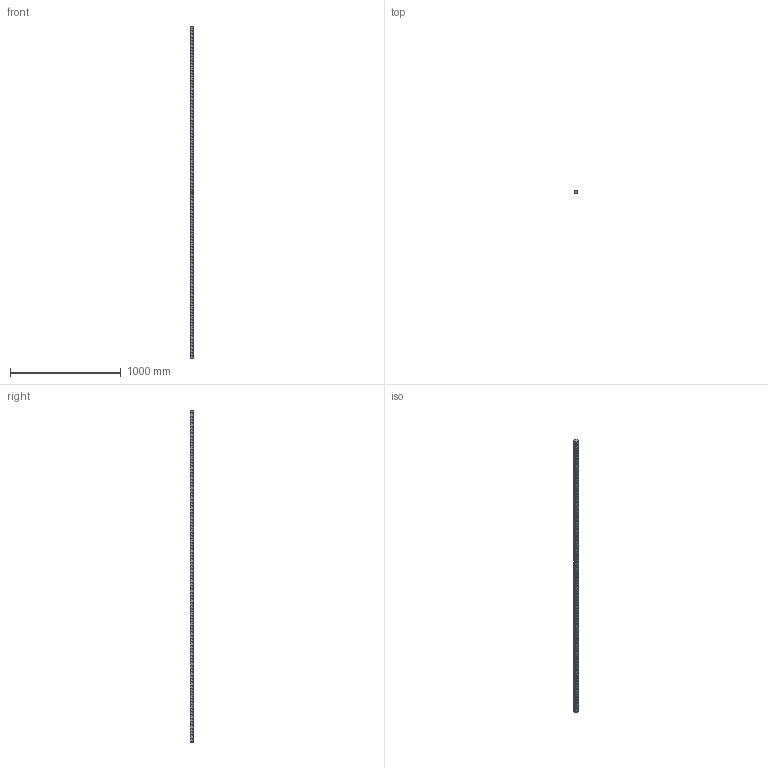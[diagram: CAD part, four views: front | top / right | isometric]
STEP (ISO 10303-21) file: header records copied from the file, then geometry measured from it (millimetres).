
FILE_DESCRIPTION (( 'STEP AP203' ), '1' );
FILE_NAME ('6017.step', '2022-04-28T09:33:07', ( '' ), ( '' ), 'SwSTEP 2.0', 'SolidWorks 2018', '' );
FILE_SCHEMA (( 'CONFIG_CONTROL_DESIGN' ));
Length unit declared in the file: millimetre
Products named in the file (1): 6017
Bounding box: 30 x 30 x 3000 mm (x, y, z)
Volume: 2596565.7 mm3; surface area: 350898.1 mm2
Topology: 1 solids, 1 shells, 1390 faces, 4013 edges, 2443 vertices
Faces by surface type: plane 497, cylinder 405, torus 402, bspline 86
Entity records: 59942 total; most frequent: CARTESIAN_POINT 26755, ORIENTED_EDGE 7626, DIRECTION 6289, EDGE_CURVE 3813, AXIS2_PLACEMENT_3D 2555, VERTEX_POINT 2443, EDGE_LOOP 1408, FACE_OUTER_BOUND 1390
